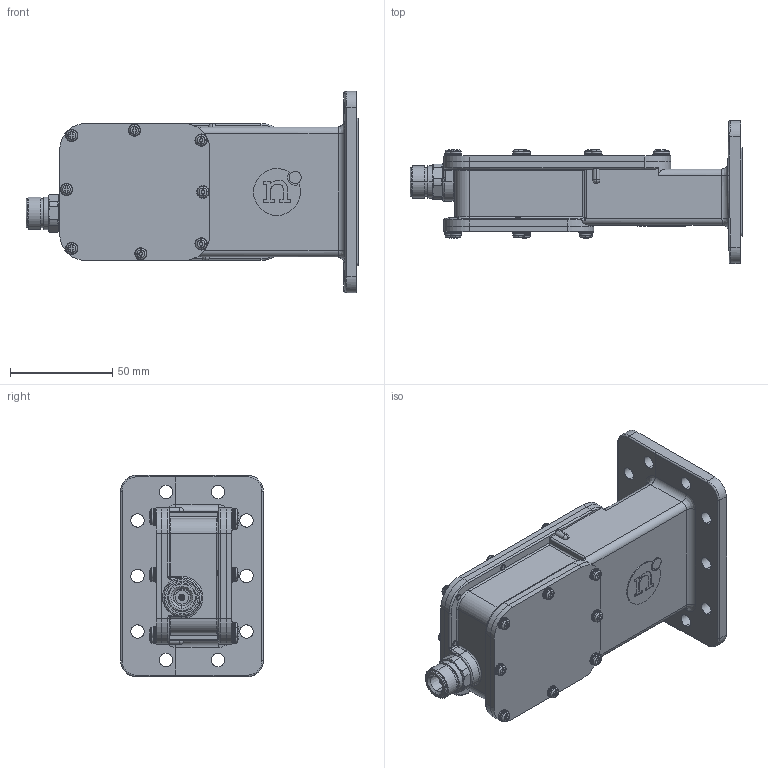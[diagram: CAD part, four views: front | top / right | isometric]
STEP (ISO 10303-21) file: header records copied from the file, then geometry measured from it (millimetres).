
FILE_DESCRIPTION (( 'STEP AP203' ), '1' );
FILE_NAME ('3000 LNB N-CONN.STEP', '2020-02-27T23:40:26', ( '' ), ( '' ), 'SwSTEP 2.0', 'SolidWorks 2017', '' );
FILE_SCHEMA (( 'CONFIG_CONTROL_DESIGN' ));
Length unit declared in the file: inch
Products named in the file (1): 3000 LNB N-CONN
Bounding box: 162.45 x 69.85 x 98.55 mm (x, y, z)
Volume: 173219 mm3; surface area: 102379.7 mm2
Topology: 27 solids, 27 shells, 1730 faces, 4446 edges, 2829 vertices
Faces by surface type: plane 690, cylinder 631, cone 196, bspline 178, torus 29, sphere 6
Entity records: 56913 total; most frequent: CARTESIAN_POINT 15381, ORIENTED_EDGE 8760, DIRECTION 8651, EDGE_CURVE 4380, AXIS2_PLACEMENT_3D 3284, VERTEX_POINT 2829, LINE 2083, VECTOR 2083
